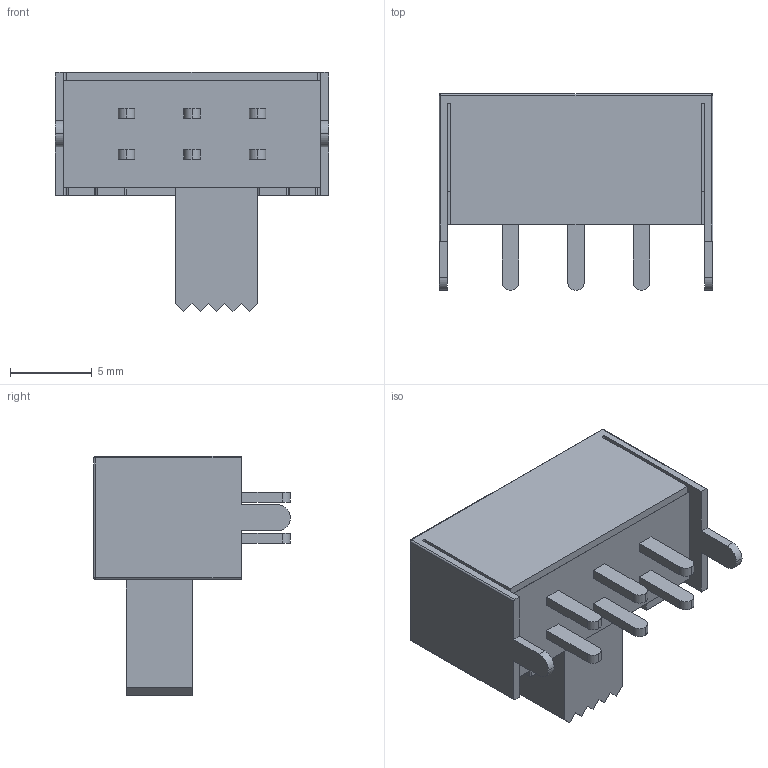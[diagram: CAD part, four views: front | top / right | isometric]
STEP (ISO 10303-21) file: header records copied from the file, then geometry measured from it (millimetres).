
FILE_DESCRIPTION (( 'STEP AP214' ), '1' );
FILE_NAME ('MFS201N-16-Z.STEP', '2024-10-24T10:25:03', ( '' ), ( '' ), 'SwSTEP 2.0', 'SolidWorks 2021', '' );
FILE_SCHEMA (( 'AUTOMOTIVE_DESIGN' ));
Length unit declared in the file: millimetre
Products named in the file (1): MFS201N-16-Z
Bounding box: 16.7 x 12 x 14.6 mm (x, y, z)
Volume: 1144.2 mm3; surface area: 940.1 mm2
Topology: 1 solids, 1 shells, 121 faces, 329 edges, 212 vertices
Faces by surface type: plane 81, cylinder 36, sphere 4
Entity records: 4497 total; most frequent: CARTESIAN_POINT 659, ORIENTED_EDGE 650, DIRECTION 641, EDGE_CURVE 325, LINE 253, VECTOR 253, VERTEX_POINT 212, AXIS2_PLACEMENT_3D 194
